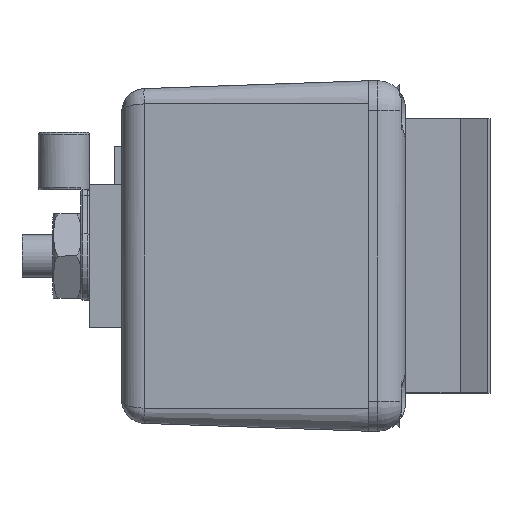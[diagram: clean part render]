
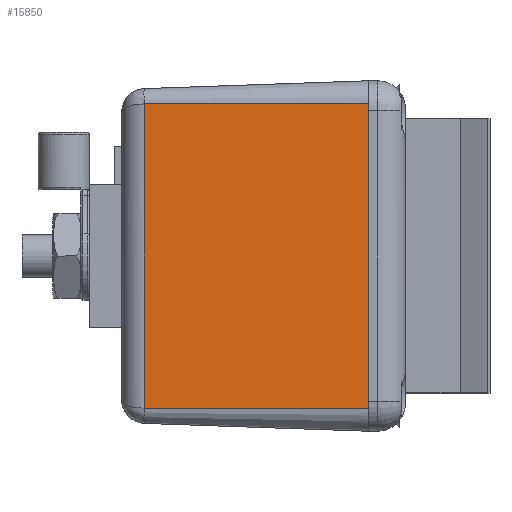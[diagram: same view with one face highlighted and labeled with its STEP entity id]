
A CAD part, left-side view. The second image highlights one B-rep face of the part: STEP entity #15850.
In plain terms, the highlighted planar face has unit normal (-0.999, 0.035, 0).
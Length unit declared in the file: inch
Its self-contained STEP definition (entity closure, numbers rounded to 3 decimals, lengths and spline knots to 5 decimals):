
#211 = CARTESIAN_POINT ( 'NONE',  ( -1.815, 0., -0.655 ) ) ;
#370 = VERTEX_POINT ( 'NONE', #6678 ) ;
#383 = DIRECTION ( 'NONE',  ( -0.035, -0.999, 0. ) ) ;
#1077 = VERTEX_POINT ( 'NONE', #11058 ) ;
#1615 = ORIENTED_EDGE ( 'NONE', *, *, #6650, .T. ) ;
#3501 = ORIENTED_EDGE ( 'NONE', *, *, #6341, .F. ) ;
#3620 = VERTEX_POINT ( 'NONE', #13320 ) ;
#4589 = EDGE_LOOP ( 'NONE', ( #3501, #1615, #12927, #10066 ) ) ;
#4755 = DIRECTION ( 'NONE',  ( 0., 0., -1. ) ) ;
#4854 = DIRECTION ( 'NONE',  ( -0.035, -0.999, 0. ) ) ;
#5296 = VECTOR ( 'NONE', #383, 39.37008 ) ;
#5424 = DIRECTION ( 'NONE',  ( 0., 0., 1. ) ) ;
#5435 = EDGE_CURVE ( 'NONE', #370, #8268, #6761, .T. ) ;
#5627 = CARTESIAN_POINT ( 'NONE',  ( -1.815, 0., 0.655 ) ) ;
#5809 = CARTESIAN_POINT ( 'NONE',  ( -1.815, 0., -0.655 ) ) ;
#6065 = PLANE ( 'NONE',  #7960 ) ;
#6341 = EDGE_CURVE ( 'NONE', #1077, #8268, #15474, .T. ) ;
#6650 = EDGE_CURVE ( 'NONE', #1077, #3620, #16121, .T. ) ;
#6678 = CARTESIAN_POINT ( 'NONE',  ( -1.815, 0., -0.655 ) ) ;
#6761 = LINE ( 'NONE', #211, #16957 ) ;
#7960 = AXIS2_PLACEMENT_3D ( 'NONE', #11468, #12805, #4854 ) ;
#8051 = FACE_OUTER_BOUND ( 'NONE', #4589, .T. ) ;
#8268 = VERTEX_POINT ( 'NONE', #5627 ) ;
#8345 = EDGE_CURVE ( 'NONE', #3620, #370, #12540, .T. ) ;
#8693 = VECTOR ( 'NONE', #4755, 39.37008 ) ;
#9827 = DIRECTION ( 'NONE',  ( -0.035, -0.999, 0. ) ) ;
#10066 = ORIENTED_EDGE ( 'NONE', *, *, #5435, .T. ) ;
#11058 = CARTESIAN_POINT ( 'NONE',  ( -1.78128, 0.96549, 0.655 ) ) ;
#11468 = CARTESIAN_POINT ( 'NONE',  ( -1.815, 0., -0.655 ) ) ;
#12540 = LINE ( 'NONE', #5809, #15652 ) ;
#12701 = CARTESIAN_POINT ( 'NONE',  ( -1.78128, 0.96549, -0.655 ) ) ;
#12805 = DIRECTION ( 'NONE',  ( -0.999, 0.035, 0. ) ) ;
#12927 = ORIENTED_EDGE ( 'NONE', *, *, #8345, .T. ) ;
#13320 = CARTESIAN_POINT ( 'NONE',  ( -1.78128, 0.96549, -0.655 ) ) ;
#14938 = CARTESIAN_POINT ( 'NONE',  ( -1.815, 0., 0.655 ) ) ;
#15474 = LINE ( 'NONE', #14938, #5296 ) ;
#15652 = VECTOR ( 'NONE', #9827, 39.37008 ) ;
#15850 = ADVANCED_FACE ( 'NONE', ( #8051 ), #6065, .T. ) ;
#16121 = LINE ( 'NONE', #12701, #8693 ) ;
#16957 = VECTOR ( 'NONE', #5424, 39.37008 ) ;
